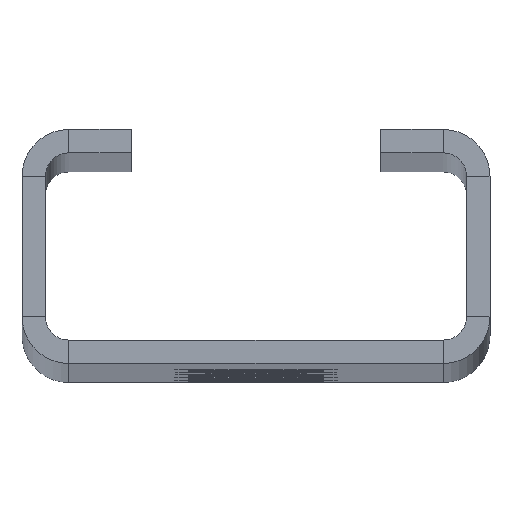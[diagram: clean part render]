
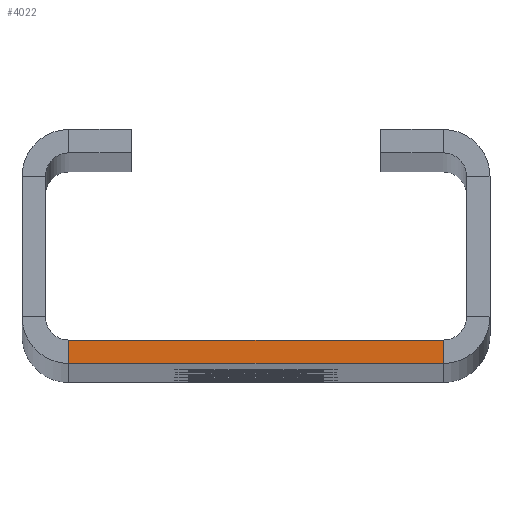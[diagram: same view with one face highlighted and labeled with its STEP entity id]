
A CAD part, top view. The second image highlights one B-rep face of the part: STEP entity #4022.
In plain terms, the highlighted planar face has unit normal (0, 0, 1).
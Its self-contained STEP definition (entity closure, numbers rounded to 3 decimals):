
#2 = LINE ( 'NONE', #2151, #2325 ) ;
#294 = ORIENTED_EDGE ( 'NONE', *, *, #2318, .F. ) ;
#368 = DIRECTION ( 'NONE',  ( 1., 0., 0. ) ) ;
#549 = VERTEX_POINT ( 'NONE', #3345 ) ;
#596 = VERTEX_POINT ( 'NONE', #3683 ) ;
#659 = CARTESIAN_POINT ( 'NONE',  ( 12., 1.5, 700. ) ) ;
#757 = VERTEX_POINT ( 'NONE', #659 ) ;
#808 = EDGE_CURVE ( 'NONE', #549, #757, #3026, .T. ) ;
#818 = VERTEX_POINT ( 'NONE', #1459 ) ;
#985 = PLANE ( 'NONE',  #1299 ) ;
#1029 = FACE_OUTER_BOUND ( 'NONE', #1706, .T. ) ;
#1199 = VECTOR ( 'NONE', #3608, 1000. ) ;
#1299 = AXIS2_PLACEMENT_3D ( 'NONE', #2555, #3502, #368 ) ;
#1325 = EDGE_CURVE ( 'NONE', #818, #596, #3580, .T. ) ;
#1409 = ORIENTED_EDGE ( 'NONE', *, *, #2183, .T. ) ;
#1413 = VECTOR ( 'NONE', #2683, 1000. ) ;
#1459 = CARTESIAN_POINT ( 'NONE',  ( -12., 1.5, 700. ) ) ;
#1706 = EDGE_LOOP ( 'NONE', ( #1409, #2551, #294, #4034 ) ) ;
#2022 = CARTESIAN_POINT ( 'NONE',  ( -12., 1.5, 700. ) ) ;
#2151 = CARTESIAN_POINT ( 'NONE',  ( -15., 1.5, 700. ) ) ;
#2183 = EDGE_CURVE ( 'NONE', #596, #549, #2728, .T. ) ;
#2318 = EDGE_CURVE ( 'NONE', #818, #757, #2, .T. ) ;
#2325 = VECTOR ( 'NONE', #2505, 1000. ) ;
#2463 = VECTOR ( 'NONE', #3044, 1000. ) ;
#2505 = DIRECTION ( 'NONE',  ( 1., 0., 0. ) ) ;
#2551 = ORIENTED_EDGE ( 'NONE', *, *, #808, .T. ) ;
#2555 = CARTESIAN_POINT ( 'NONE',  ( 13.5, 3., 700. ) ) ;
#2683 = DIRECTION ( 'NONE',  ( 0., -1., 0. ) ) ;
#2728 = LINE ( 'NONE', #3017, #1199 ) ;
#3017 = CARTESIAN_POINT ( 'NONE',  ( -15., 0., 700. ) ) ;
#3026 = LINE ( 'NONE', #3680, #2463 ) ;
#3044 = DIRECTION ( 'NONE',  ( 0., 1., 0. ) ) ;
#3345 = CARTESIAN_POINT ( 'NONE',  ( 12., 0., 700. ) ) ;
#3502 = DIRECTION ( 'NONE',  ( 0., 0., 1. ) ) ;
#3580 = LINE ( 'NONE', #2022, #1413 ) ;
#3608 = DIRECTION ( 'NONE',  ( 1., 0., 0. ) ) ;
#3680 = CARTESIAN_POINT ( 'NONE',  ( 12., 0., 700. ) ) ;
#3683 = CARTESIAN_POINT ( 'NONE',  ( -12., 0., 700. ) ) ;
#4022 = ADVANCED_FACE ( 'NONE', ( #1029 ), #985, .T. ) ;
#4034 = ORIENTED_EDGE ( 'NONE', *, *, #1325, .T. ) ;
